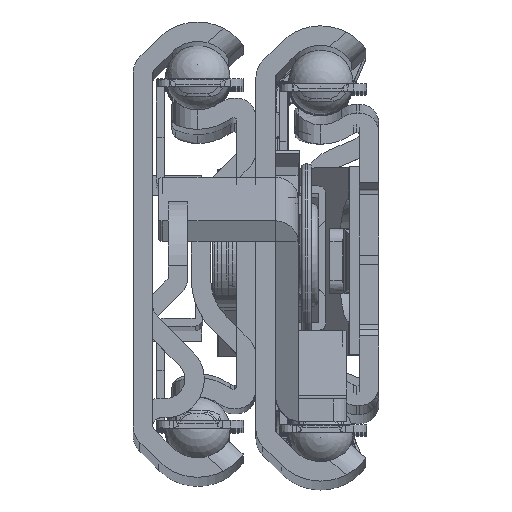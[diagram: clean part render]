
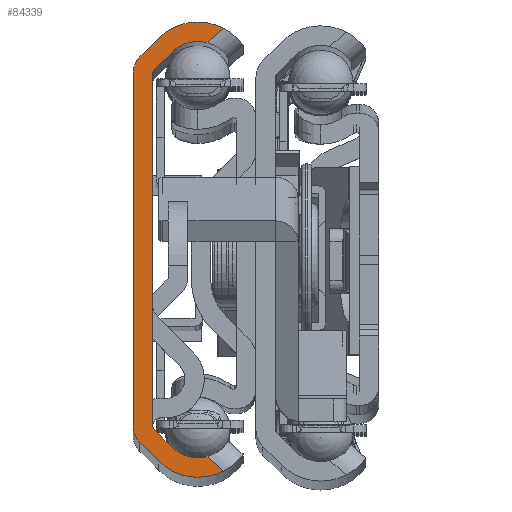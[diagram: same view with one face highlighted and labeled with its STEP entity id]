
A CAD part, top view. The second image highlights one B-rep face of the part: STEP entity #84339.
In plain terms, the highlighted planar face has unit normal (0, 0, 1).
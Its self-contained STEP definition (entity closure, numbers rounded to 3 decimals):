
#7515=PLANE('',#91639);
#11719=FACE_OUTER_BOUND('',#16116,.T.);
#16116=EDGE_LOOP('',(#74745,#74746,#74747,#74748,#74749,#74750,#74751,#74752,
#74753,#74754,#74755,#74756,#74757,#74758,#74759,#74760));
#20964=LINE('',#191061,#26010);
#21090=LINE('',#191735,#26136);
#21180=LINE('',#192190,#26226);
#21181=LINE('',#192195,#26227);
#21182=LINE('',#192200,#26228);
#21183=LINE('',#192203,#26229);
#21184=LINE('',#192205,#26230);
#21185=LINE('',#192207,#26231);
#26010=VECTOR('',#110500,10.);
#26136=VECTOR('',#110816,10.);
#26226=VECTOR('',#111078,10.);
#26227=VECTOR('',#111083,10.);
#26228=VECTOR('',#111088,10.);
#26229=VECTOR('',#111091,10.);
#26230=VECTOR('',#111092,10.);
#26231=VECTOR('',#111095,10.);
#29470=CIRCLE('',#91491,1.8);
#29517=CIRCLE('',#91633,4.3);
#29518=CIRCLE('',#91637,4.3);
#29519=CIRCLE('',#91640,2.8);
#29520=CIRCLE('',#91641,0.3);
#29521=CIRCLE('',#91642,0.3);
#29522=CIRCLE('',#91643,2.8);
#29523=CIRCLE('',#91644,1.8);
#37480=VERTEX_POINT('',#191058);
#37481=VERTEX_POINT('',#191060);
#37555=VERTEX_POINT('',#191210);
#37556=VERTEX_POINT('',#191212);
#37616=VERTEX_POINT('',#191734);
#37678=VERTEX_POINT('',#192021);
#37679=VERTEX_POINT('',#192047);
#37684=VERTEX_POINT('',#192120);
#37685=VERTEX_POINT('',#192122);
#37687=VERTEX_POINT('',#192155);
#37688=VERTEX_POINT('',#192192);
#37689=VERTEX_POINT('',#192194);
#37690=VERTEX_POINT('',#192197);
#37691=VERTEX_POINT('',#192199);
#37692=VERTEX_POINT('',#192201);
#37693=VERTEX_POINT('',#192204);
#49755=EDGE_CURVE('',#37480,#37481,#20964,.T.);
#49831=EDGE_CURVE('',#37555,#37556,#29470,.T.);
#49939=EDGE_CURVE('',#37556,#37616,#21090,.T.);
#50054=EDGE_CURVE('',#37678,#37679,#29517,.T.);
#50063=EDGE_CURVE('',#37684,#37685,#29518,.T.);
#50067=EDGE_CURVE('',#37687,#37678,#21180,.T.);
#50068=EDGE_CURVE('',#37688,#37687,#29519,.T.);
#50069=EDGE_CURVE('',#37689,#37688,#21181,.T.);
#50070=EDGE_CURVE('',#37481,#37689,#29520,.T.);
#50071=EDGE_CURVE('',#37690,#37480,#29521,.T.);
#50072=EDGE_CURVE('',#37691,#37690,#21182,.T.);
#50073=EDGE_CURVE('',#37692,#37691,#29522,.T.);
#50074=EDGE_CURVE('',#37685,#37692,#21183,.T.);
#50075=EDGE_CURVE('',#37693,#37684,#21184,.T.);
#50076=EDGE_CURVE('',#37616,#37693,#29523,.T.);
#50077=EDGE_CURVE('',#37679,#37555,#21185,.T.);
#74745=ORIENTED_EDGE('',*,*,#50067,.F.);
#74746=ORIENTED_EDGE('',*,*,#50068,.F.);
#74747=ORIENTED_EDGE('',*,*,#50069,.F.);
#74748=ORIENTED_EDGE('',*,*,#50070,.F.);
#74749=ORIENTED_EDGE('',*,*,#49755,.F.);
#74750=ORIENTED_EDGE('',*,*,#50071,.F.);
#74751=ORIENTED_EDGE('',*,*,#50072,.F.);
#74752=ORIENTED_EDGE('',*,*,#50073,.F.);
#74753=ORIENTED_EDGE('',*,*,#50074,.F.);
#74754=ORIENTED_EDGE('',*,*,#50063,.F.);
#74755=ORIENTED_EDGE('',*,*,#50075,.F.);
#74756=ORIENTED_EDGE('',*,*,#50076,.F.);
#74757=ORIENTED_EDGE('',*,*,#49939,.F.);
#74758=ORIENTED_EDGE('',*,*,#49831,.F.);
#74759=ORIENTED_EDGE('',*,*,#50077,.F.);
#74760=ORIENTED_EDGE('',*,*,#50054,.F.);
#84339=ADVANCED_FACE('',(#11719),#7515,.T.);
#91491=AXIS2_PLACEMENT_3D('',#191213,#110610,#110611);
#91633=AXIS2_PLACEMENT_3D('',#192048,#111059,#111060);
#91637=AXIS2_PLACEMENT_3D('',#192123,#111073,#111074);
#91639=AXIS2_PLACEMENT_3D('',#192191,#111079,#111080);
#91640=AXIS2_PLACEMENT_3D('',#192193,#111081,#111082);
#91641=AXIS2_PLACEMENT_3D('',#192196,#111084,#111085);
#91642=AXIS2_PLACEMENT_3D('',#192198,#111086,#111087);
#91643=AXIS2_PLACEMENT_3D('',#192202,#111089,#111090);
#91644=AXIS2_PLACEMENT_3D('',#192206,#111093,#111094);
#110500=DIRECTION('',(0.,-1.,0.));
#110610=DIRECTION('center_axis',(0.,0.,-1.));
#110611=DIRECTION('ref_axis',(1.,0.,0.));
#110816=DIRECTION('',(0.,1.,0.));
#111059=DIRECTION('center_axis',(0.,0.,-1.));
#111060=DIRECTION('ref_axis',(0.707,0.707,0.));
#111073=DIRECTION('center_axis',(0.,0.,-1.));
#111074=DIRECTION('ref_axis',(-0.814,-0.581,0.));
#111078=DIRECTION('',(0.751,-0.66,0.));
#111079=DIRECTION('center_axis',(0.,0.,1.));
#111080=DIRECTION('ref_axis',(1.,0.,0.));
#111081=DIRECTION('center_axis',(0.,0.,1.));
#111082=DIRECTION('ref_axis',(-0.707,-0.707,0.));
#111083=DIRECTION('',(0.707,-0.707,0.));
#111084=DIRECTION('center_axis',(0.,0.,1.));
#111085=DIRECTION('ref_axis',(-1.,0.,0.));
#111086=DIRECTION('center_axis',(0.,0.,1.));
#111087=DIRECTION('ref_axis',(-0.707,0.707,0.));
#111088=DIRECTION('',(-0.707,-0.707,0.));
#111089=DIRECTION('center_axis',(0.,0.,1.));
#111090=DIRECTION('ref_axis',(0.844,0.536,0.));
#111091=DIRECTION('',(-0.751,-0.66,0.));
#111092=DIRECTION('',(0.707,0.707,0.));
#111093=DIRECTION('center_axis',(0.,0.,-1.));
#111094=DIRECTION('ref_axis',(0.707,-0.707,0.));
#111095=DIRECTION('',(-0.707,0.707,0.));
#191058=CARTESIAN_POINT('',(1.5,13.636,353.5));
#191060=CARTESIAN_POINT('',(1.5,-13.636,353.5));
#191061=CARTESIAN_POINT('',(1.5,13.636,353.5));
#191210=CARTESIAN_POINT('',(0.527,-14.908,353.5));
#191212=CARTESIAN_POINT('',(0.,-13.636,353.5));
#191213=CARTESIAN_POINT('Origin',(1.8,-13.636,353.5));
#191734=CARTESIAN_POINT('',(0.,13.636,353.5));
#191735=CARTESIAN_POINT('',(0.,-13.636,353.5));
#192021=CARTESIAN_POINT('',(6.974,-17.12,353.5));
#192047=CARTESIAN_POINT('',(1.959,-16.341,353.5));
#192048=CARTESIAN_POINT('Origin',(5.,-13.3,353.5));
#192120=CARTESIAN_POINT('',(1.959,16.341,353.5));
#192122=CARTESIAN_POINT('',(6.974,17.12,353.5));
#192123=CARTESIAN_POINT('Origin',(5.,13.3,353.5));
#192155=CARTESIAN_POINT('',(5.71,-16.009,353.5));
#192190=CARTESIAN_POINT('',(0.935,-11.813,353.5));
#192191=CARTESIAN_POINT('Origin',(2.262,0.,
353.5));
#192192=CARTESIAN_POINT('',(3.02,-15.28,353.5));
#192193=CARTESIAN_POINT('Origin',(5.,-13.3,353.5));
#192194=CARTESIAN_POINT('',(1.588,-13.848,353.5));
#192195=CARTESIAN_POINT('',(1.588,-13.848,353.5));
#192196=CARTESIAN_POINT('Origin',(1.8,-13.636,353.5));
#192197=CARTESIAN_POINT('',(1.588,13.848,353.5));
#192198=CARTESIAN_POINT('Origin',(1.8,13.636,353.5));
#192199=CARTESIAN_POINT('',(3.02,15.28,353.5));
#192200=CARTESIAN_POINT('',(3.02,15.28,353.5));
#192201=CARTESIAN_POINT('',(5.71,16.009,353.5));
#192202=CARTESIAN_POINT('Origin',(5.,13.3,353.5));
#192203=CARTESIAN_POINT('',(1.503,12.312,353.5));
#192204=CARTESIAN_POINT('',(0.527,14.908,353.5));
#192205=CARTESIAN_POINT('',(0.527,14.908,353.5));
#192206=CARTESIAN_POINT('Origin',(1.8,13.636,353.5));
#192207=CARTESIAN_POINT('',(1.959,-16.341,353.5));
